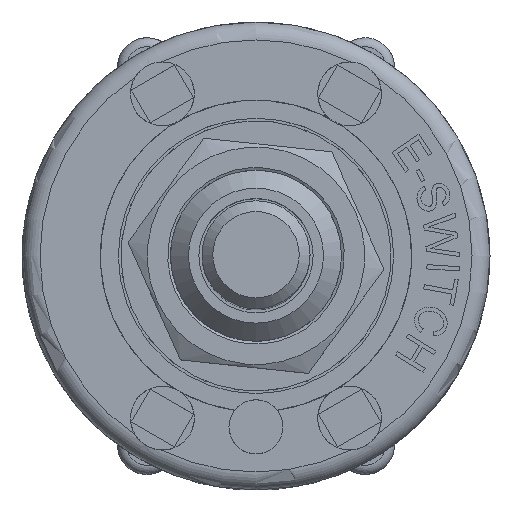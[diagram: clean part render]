
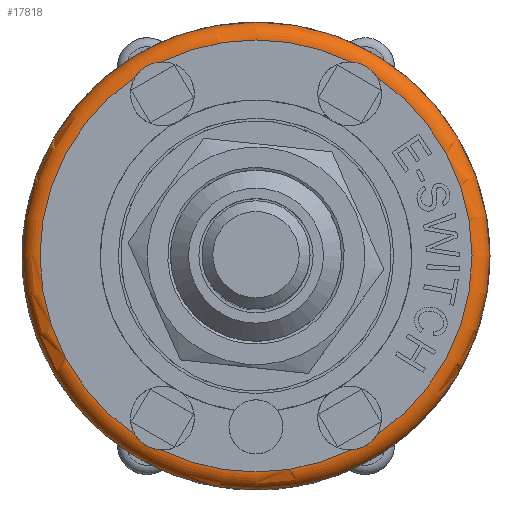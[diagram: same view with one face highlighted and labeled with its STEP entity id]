
A CAD part, top view. The second image highlights one B-rep face of the part: STEP entity #17818.
In plain terms, the highlighted toroidal (fillet/blend) face has major radius 12 mm and minor radius 1 mm.
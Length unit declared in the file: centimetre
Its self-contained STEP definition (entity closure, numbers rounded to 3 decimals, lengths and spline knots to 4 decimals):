
#30=TOROIDAL_SURFACE('',#18890,1.2,0.1);
#683=B_SPLINE_CURVE_WITH_KNOTS('',3,(#30333,#30334,#30335,#30336,#30337,
#30338,#30339,#30340,#30341,#30342,#30343,#30344),.UNSPECIFIED.,.F.,.F.,
(4,2,2,2,2,4),(-0.2692,-0.2446,-0.216,
-0.1921,-0.1645,-0.1357),.UNSPECIFIED.);
#684=B_SPLINE_CURVE_WITH_KNOTS('',3,(#30356,#30357,#30358,#30359,#30360,
#30361,#30362,#30363,#30364,#30365,#30366,#30367),.UNSPECIFIED.,.F.,.F.,
(4,2,2,2,2,4),(-0.2692,-0.2446,-0.216,
-0.1921,-0.1645,-0.1357),.UNSPECIFIED.);
#685=B_SPLINE_CURVE_WITH_KNOTS('',3,(#30384,#30385,#30386,#30387,#30388,
#30389,#30390,#30391,#30392,#30393,#30394,#30395),.UNSPECIFIED.,.F.,.F.,
(4,2,2,2,2,4),(-0.2692,-0.2446,-0.216,
-0.1921,-0.1645,-0.1357),.UNSPECIFIED.);
#686=B_SPLINE_CURVE_WITH_KNOTS('',3,(#30417,#30418,#30419,#30420,#30421,
#30422,#30423,#30424,#30425,#30426,#30427,#30428),.UNSPECIFIED.,.F.,.F.,
(4,2,2,2,2,4),(-0.2692,-0.2446,-0.216,
-0.1921,-0.1645,-0.1357),.UNSPECIFIED.);
#2282=FACE_OUTER_BOUND('',#3323,.T.);
#3323=EDGE_LOOP('',(#16370,#16371,#16372,#16373,#16374,#16375,#16376,#16377,
#16378,#16379,#16380,#16381));
#7446=CIRCLE('',#18843,1.3);
#7473=CIRCLE('',#18891,0.1);
#7474=CIRCLE('',#18892,1.2);
#7475=CIRCLE('',#18893,1.2);
#7476=CIRCLE('',#18894,1.2);
#7477=CIRCLE('',#18895,1.2);
#7478=CIRCLE('',#18896,1.2);
#9062=VERTEX_POINT('',#30295);
#9070=VERTEX_POINT('',#30331);
#9071=VERTEX_POINT('',#30332);
#9074=VERTEX_POINT('',#30354);
#9075=VERTEX_POINT('',#30355);
#9080=VERTEX_POINT('',#30382);
#9081=VERTEX_POINT('',#30383);
#9088=VERTEX_POINT('',#30415);
#9089=VERTEX_POINT('',#30416);
#9092=VERTEX_POINT('',#30438);
#11548=EDGE_CURVE('',#9062,#9062,#7446,.T.);
#11566=EDGE_CURVE('',#9070,#9071,#683,.T.);
#11572=EDGE_CURVE('',#9074,#9075,#684,.T.);
#11580=EDGE_CURVE('',#9080,#9081,#685,.T.);
#11590=EDGE_CURVE('',#9088,#9089,#686,.T.);
#11596=EDGE_CURVE('',#9062,#9092,#7473,.T.);
#11597=EDGE_CURVE('',#9092,#9080,#7474,.T.);
#11598=EDGE_CURVE('',#9081,#9074,#7475,.T.);
#11599=EDGE_CURVE('',#9075,#9070,#7476,.T.);
#11600=EDGE_CURVE('',#9071,#9088,#7477,.T.);
#11601=EDGE_CURVE('',#9089,#9092,#7478,.T.);
#16370=ORIENTED_EDGE('',*,*,#11548,.T.);
#16371=ORIENTED_EDGE('',*,*,#11596,.T.);
#16372=ORIENTED_EDGE('',*,*,#11597,.T.);
#16373=ORIENTED_EDGE('',*,*,#11580,.T.);
#16374=ORIENTED_EDGE('',*,*,#11598,.T.);
#16375=ORIENTED_EDGE('',*,*,#11572,.T.);
#16376=ORIENTED_EDGE('',*,*,#11599,.T.);
#16377=ORIENTED_EDGE('',*,*,#11566,.T.);
#16378=ORIENTED_EDGE('',*,*,#11600,.T.);
#16379=ORIENTED_EDGE('',*,*,#11590,.T.);
#16380=ORIENTED_EDGE('',*,*,#11601,.T.);
#16381=ORIENTED_EDGE('',*,*,#11596,.F.);
#17818=ADVANCED_FACE('',(#2282),#30,.T.);
#18843=AXIS2_PLACEMENT_3D('',#30296,#22604,#22605);
#18890=AXIS2_PLACEMENT_3D('',#30437,#22715,#22716);
#18891=AXIS2_PLACEMENT_3D('',#30439,#22717,#22718);
#18892=AXIS2_PLACEMENT_3D('',#30440,#22719,#22720);
#18893=AXIS2_PLACEMENT_3D('',#30441,#22721,#22722);
#18894=AXIS2_PLACEMENT_3D('',#30442,#22723,#22724);
#18895=AXIS2_PLACEMENT_3D('',#30443,#22725,#22726);
#18896=AXIS2_PLACEMENT_3D('',#30444,#22727,#22728);
#22604=DIRECTION('center_axis',(0.,0.,1.));
#22605=DIRECTION('ref_axis',(-1.,0.,0.));
#22715=DIRECTION('center_axis',(0.,0.,-1.));
#22716=DIRECTION('ref_axis',(-1.,0.,0.));
#22717=DIRECTION('center_axis',(0.,-1.,0.));
#22718=DIRECTION('ref_axis',(1.,0.,0.));
#22719=DIRECTION('center_axis',(0.,0.,-1.));
#22720=DIRECTION('ref_axis',(-1.,0.,0.));
#22721=DIRECTION('center_axis',(0.,0.,-1.));
#22722=DIRECTION('ref_axis',(-1.,0.,0.));
#22723=DIRECTION('center_axis',(0.,0.,-1.));
#22724=DIRECTION('ref_axis',(-1.,0.,0.));
#22725=DIRECTION('center_axis',(0.,0.,-1.));
#22726=DIRECTION('ref_axis',(-1.,0.,0.));
#22727=DIRECTION('center_axis',(0.,0.,-1.));
#22728=DIRECTION('ref_axis',(-1.,0.,0.));
#30295=CARTESIAN_POINT('',(1.3,0.,0.95));
#30296=CARTESIAN_POINT('Origin',(0.,0.,0.95));
#30331=CARTESIAN_POINT('',(-0.67,0.9955,1.05));
#30332=CARTESIAN_POINT('',(-0.5271,1.078,1.05));
#30333=CARTESIAN_POINT('Ctrl Pts',(-0.67,0.9955,
1.05));
#30334=CARTESIAN_POINT('Ctrl Pts',(-0.6646,1.0041,
1.05));
#30335=CARTESIAN_POINT('Ctrl Pts',(-0.6583,1.0124,
1.0498));
#30336=CARTESIAN_POINT('Ctrl Pts',(-0.6428,1.0294,
1.0491));
#30337=CARTESIAN_POINT('Ctrl Pts',(-0.6335,1.0377,
1.0488));
#30338=CARTESIAN_POINT('Ctrl Pts',(-0.615,1.051,1.0484));
#30339=CARTESIAN_POINT('Ctrl Pts',(-0.6061,1.0563,
1.0484));
#30340=CARTESIAN_POINT('Ctrl Pts',(-0.5859,1.0659,1.0487));
#30341=CARTESIAN_POINT('Ctrl Pts',(-0.5747,1.07,1.049));
#30342=CARTESIAN_POINT('Ctrl Pts',(-0.551,1.0759,1.0497));
#30343=CARTESIAN_POINT('Ctrl Pts',(-0.539,1.0775,
1.05));
#30344=CARTESIAN_POINT('Ctrl Pts',(-0.5271,1.078,
1.05));
#30354=CARTESIAN_POINT('',(-0.5271,-1.078,1.05));
#30355=CARTESIAN_POINT('',(-0.67,-0.9955,1.05));
#30356=CARTESIAN_POINT('Ctrl Pts',(-0.5271,-1.078,
1.05));
#30357=CARTESIAN_POINT('Ctrl Pts',(-0.5373,-1.0776,
1.05));
#30358=CARTESIAN_POINT('Ctrl Pts',(-0.5476,-1.0763,
1.0498));
#30359=CARTESIAN_POINT('Ctrl Pts',(-0.5701,-1.0714,1.0491));
#30360=CARTESIAN_POINT('Ctrl Pts',(-0.5819,-1.0675,
1.0488));
#30361=CARTESIAN_POINT('Ctrl Pts',(-0.6027,-1.0581,
1.0484));
#30362=CARTESIAN_POINT('Ctrl Pts',(-0.6117,-1.053,
1.0484));
#30363=CARTESIAN_POINT('Ctrl Pts',(-0.6301,-1.0404,
1.0487));
#30364=CARTESIAN_POINT('Ctrl Pts',(-0.6393,-1.0327,
1.049));
#30365=CARTESIAN_POINT('Ctrl Pts',(-0.6562,-1.0151,
1.0497));
#30366=CARTESIAN_POINT('Ctrl Pts',(-0.6637,-1.0055,
1.05));
#30367=CARTESIAN_POINT('Ctrl Pts',(-0.67,-0.9955,
1.05));
#30382=CARTESIAN_POINT('',(0.67,-0.9955,1.05));
#30383=CARTESIAN_POINT('',(0.5271,-1.078,1.05));
#30384=CARTESIAN_POINT('Ctrl Pts',(0.67,-0.9955,
1.05));
#30385=CARTESIAN_POINT('Ctrl Pts',(0.6646,-1.0041,
1.05));
#30386=CARTESIAN_POINT('Ctrl Pts',(0.6583,-1.0124,
1.0498));
#30387=CARTESIAN_POINT('Ctrl Pts',(0.6428,-1.0294,
1.0491));
#30388=CARTESIAN_POINT('Ctrl Pts',(0.6335,-1.0377,
1.0488));
#30389=CARTESIAN_POINT('Ctrl Pts',(0.615,-1.051,
1.0484));
#30390=CARTESIAN_POINT('Ctrl Pts',(0.6061,-1.0563,
1.0484));
#30391=CARTESIAN_POINT('Ctrl Pts',(0.5859,-1.0659,1.0487));
#30392=CARTESIAN_POINT('Ctrl Pts',(0.5747,-1.07,1.049));
#30393=CARTESIAN_POINT('Ctrl Pts',(0.551,-1.0759,
1.0497));
#30394=CARTESIAN_POINT('Ctrl Pts',(0.539,-1.0775,
1.05));
#30395=CARTESIAN_POINT('Ctrl Pts',(0.5271,-1.078,
1.05));
#30415=CARTESIAN_POINT('',(0.5271,1.078,1.05));
#30416=CARTESIAN_POINT('',(0.67,0.9955,1.05));
#30417=CARTESIAN_POINT('Ctrl Pts',(0.5271,1.078,1.05));
#30418=CARTESIAN_POINT('Ctrl Pts',(0.5373,1.0776,1.05));
#30419=CARTESIAN_POINT('Ctrl Pts',(0.5476,1.0763,1.0498));
#30420=CARTESIAN_POINT('Ctrl Pts',(0.5701,1.0714,1.0491));
#30421=CARTESIAN_POINT('Ctrl Pts',(0.5819,1.0675,1.0488));
#30422=CARTESIAN_POINT('Ctrl Pts',(0.6027,1.0581,1.0484));
#30423=CARTESIAN_POINT('Ctrl Pts',(0.6117,1.053,1.0484));
#30424=CARTESIAN_POINT('Ctrl Pts',(0.6301,1.0404,1.0487));
#30425=CARTESIAN_POINT('Ctrl Pts',(0.6393,1.0327,1.049));
#30426=CARTESIAN_POINT('Ctrl Pts',(0.6562,1.0151,1.0497));
#30427=CARTESIAN_POINT('Ctrl Pts',(0.6637,1.0055,1.05));
#30428=CARTESIAN_POINT('Ctrl Pts',(0.67,0.9955,
1.05));
#30437=CARTESIAN_POINT('Origin',(0.,0.,0.95));
#30438=CARTESIAN_POINT('',(1.2,0.,1.05));
#30439=CARTESIAN_POINT('Origin',(1.2,0.,0.95));
#30440=CARTESIAN_POINT('Origin',(0.,0.,1.05));
#30441=CARTESIAN_POINT('Origin',(0.,0.,1.05));
#30442=CARTESIAN_POINT('Origin',(0.,0.,1.05));
#30443=CARTESIAN_POINT('Origin',(0.,0.,1.05));
#30444=CARTESIAN_POINT('Origin',(0.,0.,1.05));
